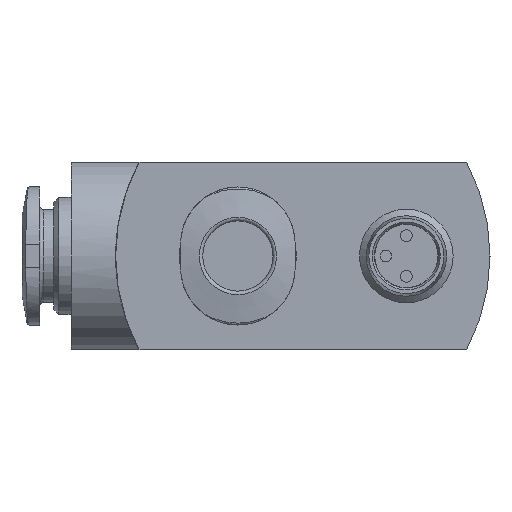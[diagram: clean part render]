
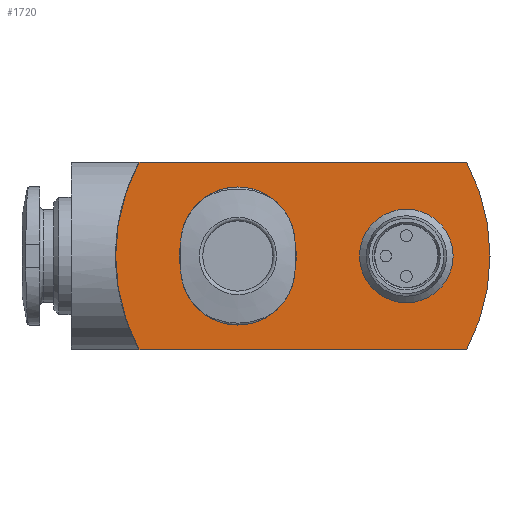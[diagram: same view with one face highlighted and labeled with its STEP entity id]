
A CAD part, left-side view. The second image highlights one B-rep face of the part: STEP entity #1720.
In plain terms, the highlighted planar face has unit normal (-1, 0, 0).
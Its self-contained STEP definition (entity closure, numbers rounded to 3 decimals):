
#119=LINE('',#2417,#159);
#123=LINE('',#2430,#163);
#159=VECTOR('',#2011,1000.);
#163=VECTOR('',#2021,1000.);
#273=ORIENTED_EDGE('',*,*,#526,.F.);
#274=ORIENTED_EDGE('',*,*,#527,.F.);
#275=ORIENTED_EDGE('',*,*,#485,.F.);
#276=ORIENTED_EDGE('',*,*,#508,.F.);
#277=ORIENTED_EDGE('',*,*,#523,.F.);
#278=ORIENTED_EDGE('',*,*,#502,.F.);
#485=EDGE_CURVE('',#626,#627,#731,.T.);
#502=EDGE_CURVE('',#627,#641,#119,.T.);
#508=EDGE_CURVE('',#646,#626,#123,.T.);
#523=EDGE_CURVE('',#641,#646,#742,.T.);
#526=EDGE_CURVE('',#654,#654,#745,.F.);
#527=EDGE_CURVE('',#655,#655,#746,.F.);
#626=VERTEX_POINT('',#2368);
#627=VERTEX_POINT('',#2370);
#641=VERTEX_POINT('',#2418);
#646=VERTEX_POINT('',#2429);
#654=VERTEX_POINT('',#2466);
#655=VERTEX_POINT('',#2468);
#731=CIRCLE('',#1806,17.);
#742=CIRCLE('',#1828,17.);
#745=CIRCLE('',#1833,5.);
#746=CIRCLE('',#1834,3.);
#821=EDGE_LOOP('',(#273));
#822=EDGE_LOOP('',(#274));
#823=EDGE_LOOP('',(#275,#276,#277,#278));
#963=FACE_BOUND('',#821,.T.);
#964=FACE_BOUND('',#822,.T.);
#965=FACE_BOUND('',#823,.T.);
#1091=PLANE('',#1832);
#1720=ADVANCED_FACE('',(#963,#964,#965),#1091,.F.);
#1806=AXIS2_PLACEMENT_3D('',#2369,#1990,#1991);
#1828=AXIS2_PLACEMENT_3D('',#2459,#2057,#2058);
#1832=AXIS2_PLACEMENT_3D('',#2464,#2065,#2066);
#1833=AXIS2_PLACEMENT_3D('',#2465,#2067,#2068);
#1834=AXIS2_PLACEMENT_3D('',#2467,#2069,#2070);
#1990=DIRECTION('',(1.,0.,0.));
#1991=DIRECTION('',(0.,0.,-1.));
#2011=DIRECTION('',(0.,-1.,0.));
#2021=DIRECTION('',(0.,1.,0.));
#2057=DIRECTION('',(1.,0.,0.));
#2058=DIRECTION('',(0.,0.,-1.));
#2065=DIRECTION('',(1.,0.,0.));
#2066=DIRECTION('',(0.,0.,-1.));
#2067=DIRECTION('',(1.,0.,0.));
#2068=DIRECTION('',(0.,0.,-1.));
#2069=DIRECTION('',(1.,0.,0.));
#2070=DIRECTION('',(0.,0.,-1.));
#2368=CARTESIAN_POINT('',(-19.6,30.,-8.));
#2369=CARTESIAN_POINT('',(-19.6,15.,0.));
#2370=CARTESIAN_POINT('',(-19.6,30.,8.));
#2417=CARTESIAN_POINT('',(-19.6,30.,8.));
#2418=CARTESIAN_POINT('',(-19.6,2.,8.));
#2429=CARTESIAN_POINT('',(-19.6,2.,-8.));
#2430=CARTESIAN_POINT('',(-19.6,2.,-8.));
#2459=CARTESIAN_POINT('',(-19.6,17.,0.));
#2464=CARTESIAN_POINT('',(-19.6,15.,0.));
#2465=CARTESIAN_POINT('',(-19.6,21.55,0.));
#2466=CARTESIAN_POINT('',(-19.6,21.55,-5.));
#2467=CARTESIAN_POINT('',(-19.6,7.15,0.));
#2468=CARTESIAN_POINT('',(-19.6,7.15,-3.));
